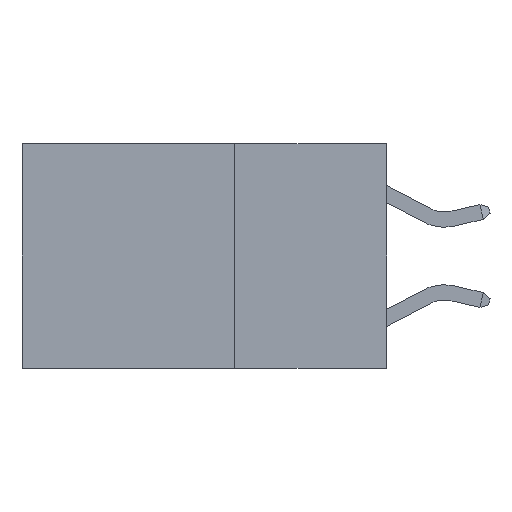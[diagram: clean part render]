
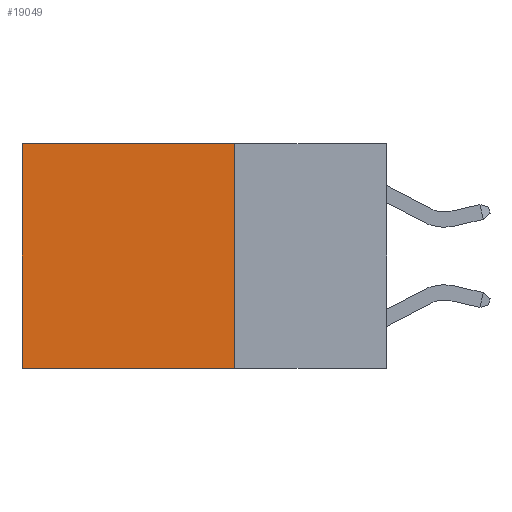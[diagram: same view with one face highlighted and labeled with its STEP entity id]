
A CAD part, left-side view. The second image highlights one B-rep face of the part: STEP entity #19049.
In plain terms, the highlighted planar face has unit normal (-1, 0, 0).
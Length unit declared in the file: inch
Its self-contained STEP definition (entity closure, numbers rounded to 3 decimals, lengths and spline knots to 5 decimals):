
#463 = CARTESIAN_POINT ( 'NONE',  ( 0.2625, 0.25, -0.37 ) ) ;
#475 = ORIENTED_EDGE ( 'NONE', *, *, #9507, .T. ) ;
#2281 = CARTESIAN_POINT ( 'NONE',  ( 0.2625, 0.25, 0. ) ) ;
#2799 = EDGE_CURVE ( 'NONE', #6270, #16437, #25715, .T. ) ;
#2912 = ORIENTED_EDGE ( 'NONE', *, *, #8762, .F. ) ;
#3420 = CARTESIAN_POINT ( 'NONE',  ( 0.2625, 0.6, 0. ) ) ;
#5320 = DIRECTION ( 'NONE',  ( 0., 0., -1. ) ) ;
#5480 = DIRECTION ( 'NONE',  ( 1., 0., 0. ) ) ;
#6270 = VERTEX_POINT ( 'NONE', #3420 ) ;
#7061 = DIRECTION ( 'NONE',  ( 0., 1., 0. ) ) ;
#7404 = EDGE_LOOP ( 'NONE', ( #12796, #2912, #21078, #475 ) ) ;
#8251 = CARTESIAN_POINT ( 'NONE',  ( 0.2625, 0.25, 0. ) ) ;
#8567 = DIRECTION ( 'NONE',  ( 0., 0., -1. ) ) ;
#8762 = EDGE_CURVE ( 'NONE', #9081, #16437, #10950, .T. ) ;
#9081 = VERTEX_POINT ( 'NONE', #463 ) ;
#9507 = EDGE_CURVE ( 'NONE', #16538, #6270, #28024, .T. ) ;
#9514 = PLANE ( 'NONE',  #22655 ) ;
#9961 = CARTESIAN_POINT ( 'NONE',  ( 0.2625, 0.25, 0. ) ) ;
#10950 = LINE ( 'NONE', #18147, #14610 ) ;
#12796 = ORIENTED_EDGE ( 'NONE', *, *, #2799, .T. ) ;
#14610 = VECTOR ( 'NONE', #15553, 39.37008 ) ;
#15553 = DIRECTION ( 'NONE',  ( 0., 1., 0. ) ) ;
#16437 = VERTEX_POINT ( 'NONE', #25839 ) ;
#16538 = VERTEX_POINT ( 'NONE', #9961 ) ;
#18147 = CARTESIAN_POINT ( 'NONE',  ( 0.2625, 0.25, -0.37 ) ) ;
#18584 = DIRECTION ( 'NONE',  ( 0., 0., -1. ) ) ;
#19049 = ADVANCED_FACE ( 'NONE', ( #19473 ), #9514, .F. ) ;
#19473 = FACE_OUTER_BOUND ( 'NONE', #7404, .T. ) ;
#20526 = EDGE_CURVE ( 'NONE', #16538, #9081, #26885, .T. ) ;
#21078 = ORIENTED_EDGE ( 'NONE', *, *, #20526, .F. ) ;
#22655 = AXIS2_PLACEMENT_3D ( 'NONE', #28616, #5480, #5320 ) ;
#22936 = CARTESIAN_POINT ( 'NONE',  ( 0.2625, 0.6, 0. ) ) ;
#23179 = VECTOR ( 'NONE', #18584, 39.37008 ) ;
#25087 = VECTOR ( 'NONE', #8567, 39.37008 ) ;
#25715 = LINE ( 'NONE', #22936, #23179 ) ;
#25839 = CARTESIAN_POINT ( 'NONE',  ( 0.2625, 0.6, -0.37 ) ) ;
#26885 = LINE ( 'NONE', #8251, #25087 ) ;
#27905 = VECTOR ( 'NONE', #7061, 39.37008 ) ;
#28024 = LINE ( 'NONE', #2281, #27905 ) ;
#28616 = CARTESIAN_POINT ( 'NONE',  ( 0.2625, 0.25, 0. ) ) ;
